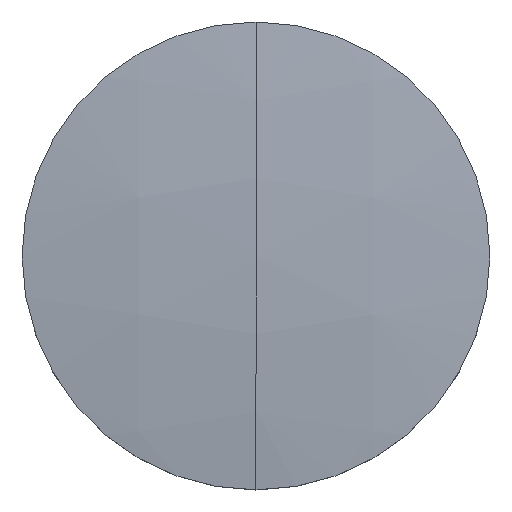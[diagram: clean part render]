
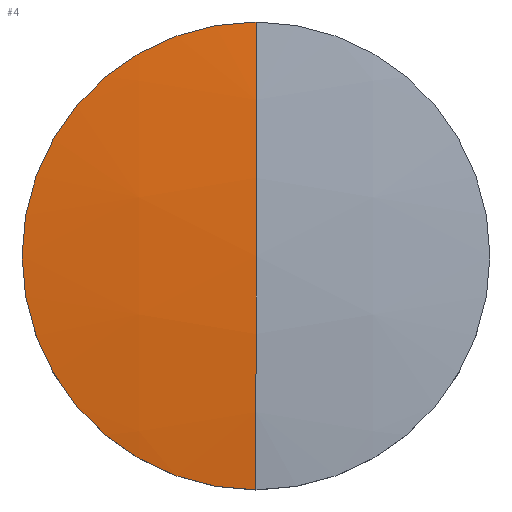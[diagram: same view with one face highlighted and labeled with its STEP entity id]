
A CAD part, top view. The second image highlights one B-rep face of the part: STEP entity #4.
In plain terms, the highlighted spherical face has radius 51.5 mm.
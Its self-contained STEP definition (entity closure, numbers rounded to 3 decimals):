
#4 = ADVANCED_FACE ( 'NONE', ( #65 ), #73, .T. ) ;
#10 = ORIENTED_EDGE ( 'NONE', *, *, #26, .T. ) ;
#12 = VERTEX_POINT ( 'NONE', #92 ) ;
#13 = ORIENTED_EDGE ( 'NONE', *, *, #14, .T. ) ;
#14 = EDGE_CURVE ( 'NONE', #12, #15, #120, .T. ) ;
#15 = VERTEX_POINT ( 'NONE', #152 ) ;
#19 = VERTEX_POINT ( 'NONE', #146 ) ;
#26 = EDGE_CURVE ( 'NONE', #31, #19, #235, .T. ) ;
#31 = VERTEX_POINT ( 'NONE', #193 ) ;
#47 = EDGE_CURVE ( 'NONE', #19, #12, #164, .T. ) ;
#48 = EDGE_LOOP ( 'NONE', ( #10, #64, #13, #95 ) ) ;
#64 = ORIENTED_EDGE ( 'NONE', *, *, #47, .T. ) ;
#65 = FACE_OUTER_BOUND ( 'NONE', #48, .T. ) ;
#72 = CARTESIAN_POINT ( 'NONE',  ( 0., 0., -50.405 ) ) ;
#73 = SPHERICAL_SURFACE ( 'NONE', #139, 51.5 ) ;
#92 = CARTESIAN_POINT ( 'NONE',  ( 0., -6.35, 0.702 ) ) ;
#95 = ORIENTED_EDGE ( 'NONE', *, *, #140, .F. ) ;
#116 = DIRECTION ( 'NONE',  ( 0., -1., 0. ) ) ;
#117 = DIRECTION ( 'NONE',  ( -1., 0., 0. ) ) ;
#118 = CARTESIAN_POINT ( 'NONE',  ( 0., 0., -50.405 ) ) ;
#119 = AXIS2_PLACEMENT_3D ( 'NONE', #118, #117, #116 ) ;
#120 = CIRCLE ( 'NONE', #119, 51.5 ) ;
#137 = DIRECTION ( 'NONE',  ( 0., 1., 0. ) ) ;
#138 = DIRECTION ( 'NONE',  ( -1., 0., 0. ) ) ;
#139 = AXIS2_PLACEMENT_3D ( 'NONE', #72, #138, #137 ) ;
#140 = EDGE_CURVE ( 'NONE', #31, #15, #200, .T. ) ;
#146 = CARTESIAN_POINT ( 'NONE',  ( -6.35, 0., 0.702 ) ) ;
#152 = CARTESIAN_POINT ( 'NONE',  ( 0., 0., 1.095 ) ) ;
#163 = AXIS2_PLACEMENT_3D ( 'NONE', #236, #221, #220 ) ;
#164 = CIRCLE ( 'NONE', #163, 6.35 ) ;
#180 = CARTESIAN_POINT ( 'NONE',  ( 0., 0., 0.702 ) ) ;
#193 = CARTESIAN_POINT ( 'NONE',  ( 0., 6.35, 0.702 ) ) ;
#196 = DIRECTION ( 'NONE',  ( 0., 0., -1. ) ) ;
#197 = DIRECTION ( 'NONE',  ( 1., 0., 0. ) ) ;
#198 = CARTESIAN_POINT ( 'NONE',  ( 0., 0., -50.405 ) ) ;
#199 = AXIS2_PLACEMENT_3D ( 'NONE', #198, #197, #196 ) ;
#200 = CIRCLE ( 'NONE', #199, 51.5 ) ;
#220 = DIRECTION ( 'NONE',  ( 1., 0., 0. ) ) ;
#221 = DIRECTION ( 'NONE',  ( 0., 0., 1. ) ) ;
#224 = DIRECTION ( 'NONE',  ( 1., 0., 0. ) ) ;
#225 = DIRECTION ( 'NONE',  ( 0., 0., 1. ) ) ;
#226 = AXIS2_PLACEMENT_3D ( 'NONE', #180, #225, #224 ) ;
#235 = CIRCLE ( 'NONE', #226, 6.35 ) ;
#236 = CARTESIAN_POINT ( 'NONE',  ( 0., 0., 0.702 ) ) ;
